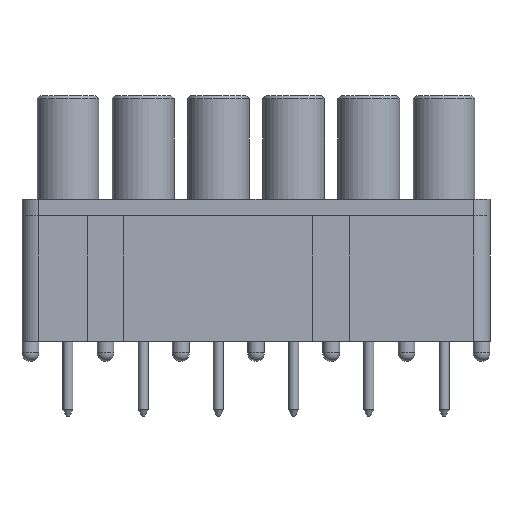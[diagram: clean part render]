
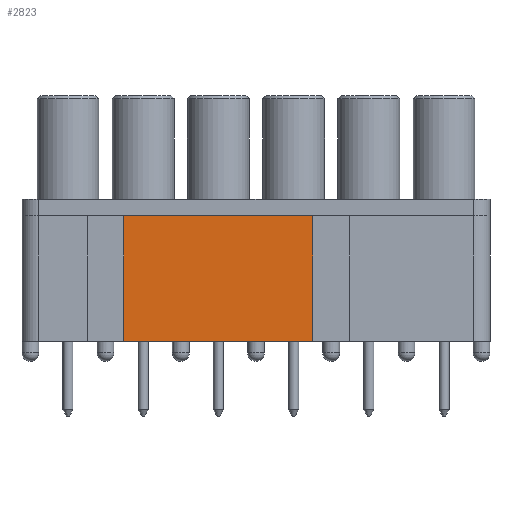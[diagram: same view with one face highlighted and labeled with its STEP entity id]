
A CAD part, front view. The second image highlights one B-rep face of the part: STEP entity #2823.
In plain terms, the highlighted planar face has unit normal (0, -1, 0).
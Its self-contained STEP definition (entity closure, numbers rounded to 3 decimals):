
#2767=CARTESIAN_POINT('',(3.41,-2.25,8.7));
#2768=VERTEX_POINT('',#2767);
#2775=CARTESIAN_POINT('',(3.41,-2.25,1.2));
#2776=VERTEX_POINT('',#2775);
#2777=CARTESIAN_POINT('',(3.41,-2.25,1.2));
#2778=DIRECTION('',(0.0,0.0,1.0));
#2779=VECTOR('',#2778,7.5);
#2780=LINE('',#2777,#2779);
#2781=EDGE_CURVE('',#2776,#2768,#2780,.T.);
#2793=CARTESIAN_POINT('',(3.41,-2.25,1.2));
#2794=DIRECTION('',(0.0,-1.0,0.0));
#2795=DIRECTION('',(0.0,0.0,-1.0));
#2796=AXIS2_PLACEMENT_3D('',#2793,#2794,#2795);
#2797=PLANE('',#2796);
#2798=CARTESIAN_POINT('',(-7.91,-2.25,8.7));
#2799=VERTEX_POINT('',#2798);
#2800=CARTESIAN_POINT('',(3.41,-2.25,8.7));
#2801=DIRECTION('',(-1.0,0.0,0.0));
#2802=VECTOR('',#2801,11.32);
#2803=LINE('',#2800,#2802);
#2804=EDGE_CURVE('',#2768,#2799,#2803,.T.);
#2805=ORIENTED_EDGE('',*,*,#2804,.T.);
#2806=CARTESIAN_POINT('',(-7.91,-2.25,1.2));
#2807=VERTEX_POINT('',#2806);
#2808=CARTESIAN_POINT('',(-7.91,-2.25,1.2));
#2809=DIRECTION('',(0.0,0.0,1.0));
#2810=VECTOR('',#2809,7.5);
#2811=LINE('',#2808,#2810);
#2812=EDGE_CURVE('',#2807,#2799,#2811,.T.);
#2813=ORIENTED_EDGE('',*,*,#2812,.F.);
#2814=CARTESIAN_POINT('',(3.41,-2.25,1.2));
#2815=DIRECTION('',(-1.0,0.0,0.0));
#2816=VECTOR('',#2815,11.32);
#2817=LINE('',#2814,#2816);
#2818=EDGE_CURVE('',#2776,#2807,#2817,.T.);
#2819=ORIENTED_EDGE('',*,*,#2818,.F.);
#2820=ORIENTED_EDGE('',*,*,#2781,.T.);
#2821=EDGE_LOOP('',(#2805,#2813,#2819,#2820));
#2822=FACE_OUTER_BOUND('',#2821,.T.);
#2823=ADVANCED_FACE('',(#2822),#2797,.T.);
